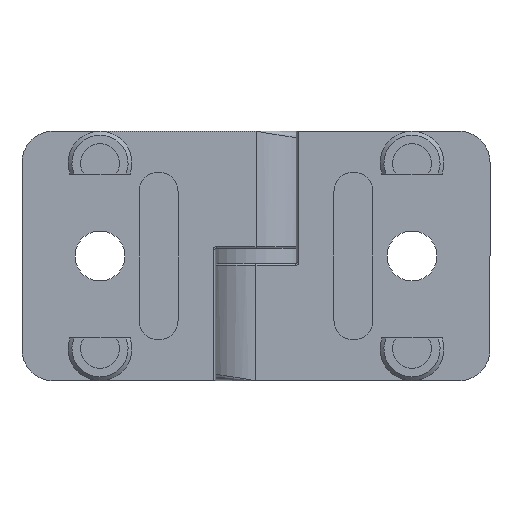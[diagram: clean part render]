
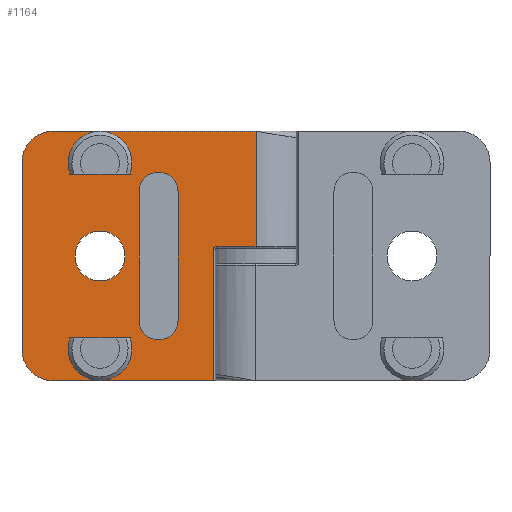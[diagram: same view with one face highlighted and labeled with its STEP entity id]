
A CAD part, front view. The second image highlights one B-rep face of the part: STEP entity #1164.
In plain terms, the highlighted planar face has unit normal (0, -1, 0).
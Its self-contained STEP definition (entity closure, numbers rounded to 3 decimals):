
#45=FACE_BOUND('',#363,.T.);
#46=FACE_BOUND('',#364,.T.);
#52=PLANE('',#1340);
#81=B_SPLINE_CURVE_WITH_KNOTS('',3,(#1968,#1969,#1970,#1971,#1972,#1973,
#1974),.UNSPECIFIED.,.F.,.F.,(4,3,4),(3.142,3.927,
4.712),.UNSPECIFIED.);
#107=LINE('',#1964,#184);
#108=LINE('',#1966,#185);
#109=LINE('',#1975,#186);
#110=LINE('',#1977,#187);
#111=LINE('',#1978,#188);
#112=LINE('',#1979,#189);
#113=LINE('',#1980,#190);
#114=LINE('',#1981,#191);
#115=LINE('',#1983,#192);
#116=LINE('',#1987,#193);
#117=LINE('',#1990,#194);
#118=LINE('',#1991,#195);
#119=LINE('',#1992,#196);
#120=LINE('',#1993,#197);
#121=LINE('',#1998,#198);
#122=LINE('',#2001,#199);
#184=VECTOR('',#1557,1000.);
#185=VECTOR('',#1558,1000.);
#186=VECTOR('',#1559,1000.);
#187=VECTOR('',#1560,1000.);
#188=VECTOR('',#1561,1000.);
#189=VECTOR('',#1562,1000.);
#190=VECTOR('',#1563,1000.);
#191=VECTOR('',#1564,1000.);
#192=VECTOR('',#1565,1000.);
#193=VECTOR('',#1568,1000.);
#194=VECTOR('',#1571,1000.);
#195=VECTOR('',#1572,1000.);
#196=VECTOR('',#1573,1000.);
#197=VECTOR('',#1574,1000.);
#198=VECTOR('',#1577,1000.);
#199=VECTOR('',#1580,1000.);
#292=FACE_OUTER_BOUND('',#362,.T.);
#362=EDGE_LOOP('',(#859,#860,#861,#862,#863,#864,#865,#866,#867,#868,#869,
#870,#871,#872,#873,#874,#875,#876,#877,#878,#879));
#363=EDGE_LOOP('',(#880,#881,#882,#883));
#364=EDGE_LOOP('',(#884,#885));
#436=CIRCLE('',#1311,4.1);
#437=CIRCLE('',#1312,4.1);
#440=CIRCLE('',#1317,4.1);
#441=CIRCLE('',#1318,4.1);
#456=CIRCLE('',#1338,3.2);
#457=CIRCLE('',#1339,3.2);
#458=CIRCLE('',#1341,4.);
#459=CIRCLE('',#1342,4.);
#460=CIRCLE('',#1343,2.5);
#461=CIRCLE('',#1344,2.5);
#514=VERTEX_POINT('',#1858);
#521=VERTEX_POINT('',#1878);
#522=VERTEX_POINT('',#1880);
#523=VERTEX_POINT('',#1882);
#526=VERTEX_POINT('',#1889);
#529=VERTEX_POINT('',#1895);
#530=VERTEX_POINT('',#1899);
#531=VERTEX_POINT('',#1901);
#532=VERTEX_POINT('',#1903);
#535=VERTEX_POINT('',#1910);
#538=VERTEX_POINT('',#1916);
#552=VERTEX_POINT('',#1957);
#553=VERTEX_POINT('',#1959);
#554=VERTEX_POINT('',#1963);
#555=VERTEX_POINT('',#1965);
#556=VERTEX_POINT('',#1967);
#557=VERTEX_POINT('',#1976);
#558=VERTEX_POINT('',#1982);
#559=VERTEX_POINT('',#1984);
#560=VERTEX_POINT('',#1986);
#561=VERTEX_POINT('',#1988);
#562=VERTEX_POINT('',#1994);
#563=VERTEX_POINT('',#1995);
#564=VERTEX_POINT('',#1997);
#565=VERTEX_POINT('',#1999);
#635=EDGE_CURVE('',#521,#522,#436,.T.);
#636=EDGE_CURVE('',#522,#523,#437,.T.);
#645=EDGE_CURVE('',#530,#531,#440,.T.);
#646=EDGE_CURVE('',#532,#531,#441,.T.);
#671=EDGE_CURVE('',#552,#553,#456,.T.);
#672=EDGE_CURVE('',#553,#552,#457,.T.);
#673=EDGE_CURVE('',#554,#522,#107,.T.);
#674=EDGE_CURVE('',#554,#555,#108,.T.);
#675=EDGE_CURVE('',#555,#556,#81,.T.);
#676=EDGE_CURVE('',#556,#514,#109,.T.);
#677=EDGE_CURVE('',#514,#557,#110,.T.);
#678=EDGE_CURVE('',#531,#557,#111,.T.);
#679=EDGE_CURVE('',#538,#530,#112,.T.);
#680=EDGE_CURVE('',#535,#538,#113,.T.);
#681=EDGE_CURVE('',#532,#535,#114,.T.);
#682=EDGE_CURVE('',#558,#531,#115,.T.);
#683=EDGE_CURVE('',#558,#559,#458,.T.);
#684=EDGE_CURVE('',#560,#559,#116,.T.);
#685=EDGE_CURVE('',#560,#561,#459,.T.);
#686=EDGE_CURVE('',#522,#561,#117,.T.);
#687=EDGE_CURVE('',#529,#521,#118,.T.);
#688=EDGE_CURVE('',#526,#529,#119,.T.);
#689=EDGE_CURVE('',#523,#526,#120,.T.);
#690=EDGE_CURVE('',#562,#563,#460,.T.);
#691=EDGE_CURVE('',#564,#562,#121,.T.);
#692=EDGE_CURVE('',#565,#564,#461,.T.);
#693=EDGE_CURVE('',#563,#565,#122,.T.);
#859=ORIENTED_EDGE('',*,*,#673,.F.);
#860=ORIENTED_EDGE('',*,*,#674,.T.);
#861=ORIENTED_EDGE('',*,*,#675,.T.);
#862=ORIENTED_EDGE('',*,*,#676,.T.);
#863=ORIENTED_EDGE('',*,*,#677,.T.);
#864=ORIENTED_EDGE('',*,*,#678,.F.);
#865=ORIENTED_EDGE('',*,*,#645,.F.);
#866=ORIENTED_EDGE('',*,*,#679,.F.);
#867=ORIENTED_EDGE('',*,*,#680,.F.);
#868=ORIENTED_EDGE('',*,*,#681,.F.);
#869=ORIENTED_EDGE('',*,*,#646,.T.);
#870=ORIENTED_EDGE('',*,*,#682,.F.);
#871=ORIENTED_EDGE('',*,*,#683,.T.);
#872=ORIENTED_EDGE('',*,*,#684,.F.);
#873=ORIENTED_EDGE('',*,*,#685,.T.);
#874=ORIENTED_EDGE('',*,*,#686,.F.);
#875=ORIENTED_EDGE('',*,*,#635,.F.);
#876=ORIENTED_EDGE('',*,*,#687,.F.);
#877=ORIENTED_EDGE('',*,*,#688,.F.);
#878=ORIENTED_EDGE('',*,*,#689,.F.);
#879=ORIENTED_EDGE('',*,*,#636,.F.);
#880=ORIENTED_EDGE('',*,*,#690,.F.);
#881=ORIENTED_EDGE('',*,*,#691,.F.);
#882=ORIENTED_EDGE('',*,*,#692,.F.);
#883=ORIENTED_EDGE('',*,*,#693,.F.);
#884=ORIENTED_EDGE('',*,*,#672,.F.);
#885=ORIENTED_EDGE('',*,*,#671,.F.);
#1164=ADVANCED_FACE('',(#292,#45,#46),#52,.T.);
#1311=AXIS2_PLACEMENT_3D('',#1881,#1482,#1483);
#1312=AXIS2_PLACEMENT_3D('',#1883,#1484,#1485);
#1317=AXIS2_PLACEMENT_3D('',#1902,#1500,#1501);
#1318=AXIS2_PLACEMENT_3D('',#1904,#1502,#1503);
#1338=AXIS2_PLACEMENT_3D('',#1960,#1551,#1552);
#1339=AXIS2_PLACEMENT_3D('',#1961,#1553,#1554);
#1340=AXIS2_PLACEMENT_3D('',#1962,#1555,#1556);
#1341=AXIS2_PLACEMENT_3D('',#1985,#1566,#1567);
#1342=AXIS2_PLACEMENT_3D('',#1989,#1569,#1570);
#1343=AXIS2_PLACEMENT_3D('',#1996,#1575,#1576);
#1344=AXIS2_PLACEMENT_3D('',#2000,#1578,#1579);
#1482=DIRECTION('center_axis',(0.,-1.,0.));
#1483=DIRECTION('ref_axis',(-1.,0.,0.));
#1484=DIRECTION('center_axis',(0.,-1.,0.));
#1485=DIRECTION('ref_axis',(-1.,0.,0.));
#1500=DIRECTION('center_axis',(0.,-1.,0.));
#1501=DIRECTION('ref_axis',(1.,0.,0.));
#1502=DIRECTION('center_axis',(0.,1.,0.));
#1503=DIRECTION('ref_axis',(1.,0.,0.));
#1551=DIRECTION('center_axis',(0.,-1.,0.));
#1552=DIRECTION('ref_axis',(1.,0.,0.));
#1553=DIRECTION('center_axis',(0.,-1.,0.));
#1554=DIRECTION('ref_axis',(1.,0.,0.));
#1555=DIRECTION('center_axis',(0.,-1.,0.));
#1556=DIRECTION('ref_axis',(1.,0.,0.));
#1557=DIRECTION('',(-1.,0.,0.));
#1558=DIRECTION('',(0.,0.,1.));
#1559=DIRECTION('',(1.,0.,0.));
#1560=DIRECTION('',(0.,0.,1.));
#1561=DIRECTION('',(1.,0.,0.));
#1562=DIRECTION('',(1.,0.,0.));
#1563=DIRECTION('',(1.,0.,0.));
#1564=DIRECTION('',(1.,0.,0.));
#1565=DIRECTION('',(1.,0.,0.));
#1566=DIRECTION('center_axis',(0.,-1.,0.));
#1567=DIRECTION('ref_axis',(1.,0.,0.));
#1568=DIRECTION('',(0.,0.,1.));
#1569=DIRECTION('center_axis',(0.,-1.,0.));
#1570=DIRECTION('ref_axis',(1.,0.,0.));
#1571=DIRECTION('',(-1.,0.,0.));
#1572=DIRECTION('',(-1.,0.,0.));
#1573=DIRECTION('',(-1.,0.,0.));
#1574=DIRECTION('',(-1.,0.,0.));
#1575=DIRECTION('center_axis',(0.,-1.,0.));
#1576=DIRECTION('ref_axis',(-1.,0.,0.));
#1577=DIRECTION('',(0.,0.,1.));
#1578=DIRECTION('center_axis',(0.,-1.,0.));
#1579=DIRECTION('ref_axis',(1.,0.,0.));
#1580=DIRECTION('',(0.,0.,-1.));
#1858=CARTESIAN_POINT('',(0.,-7.5,0.2));
#1878=CARTESIAN_POINT('',(-23.854,-7.5,-11.5));
#1880=CARTESIAN_POINT('',(-20.,-7.5,-17.));
#1881=CARTESIAN_POINT('Origin',(-20.,-7.5,-12.9));
#1882=CARTESIAN_POINT('',(-16.146,-7.5,-11.5));
#1883=CARTESIAN_POINT('Origin',(-20.,-7.5,-12.9));
#1889=CARTESIAN_POINT('',(-17.929,-7.5,-11.5));
#1895=CARTESIAN_POINT('',(-22.071,-7.5,-11.5));
#1899=CARTESIAN_POINT('',(-16.146,-7.5,9.5));
#1901=CARTESIAN_POINT('',(-20.,-7.5,15.));
#1902=CARTESIAN_POINT('Origin',(-20.,-7.5,10.9));
#1903=CARTESIAN_POINT('',(-23.854,-7.5,9.5));
#1904=CARTESIAN_POINT('Origin',(-20.,-7.5,10.9));
#1910=CARTESIAN_POINT('',(-22.071,-7.5,9.5));
#1916=CARTESIAN_POINT('',(-17.929,-7.5,9.5));
#1957=CARTESIAN_POINT('',(-23.2,-7.5,-1.));
#1959=CARTESIAN_POINT('',(-16.8,-7.5,-1.));
#1960=CARTESIAN_POINT('Origin',(-20.,-7.5,-1.));
#1961=CARTESIAN_POINT('Origin',(-20.,-7.5,-1.));
#1962=CARTESIAN_POINT('Origin',(0.,-7.5,0.));
#1963=CARTESIAN_POINT('',(-5.475,-7.5,-17.));
#1964=CARTESIAN_POINT('',(-30.,-7.5,-17.));
#1965=CARTESIAN_POINT('',(-5.475,-7.5,-0.2));
#1966=CARTESIAN_POINT('',(-5.475,-7.5,-0.2));
#1967=CARTESIAN_POINT('',(-5.073,-7.5,0.2));
#1968=CARTESIAN_POINT('Ctrl Pts',(-5.475,-7.5,-0.2));
#1969=CARTESIAN_POINT('Ctrl Pts',(-5.475,-7.5,-0.095));
#1970=CARTESIAN_POINT('Ctrl Pts',(-5.431,-7.5,0.009));
#1971=CARTESIAN_POINT('Ctrl Pts',(-5.357,-7.5,0.083));
#1972=CARTESIAN_POINT('Ctrl Pts',(-5.283,-7.5,0.157));
#1973=CARTESIAN_POINT('Ctrl Pts',(-5.179,-7.5,0.2));
#1974=CARTESIAN_POINT('Ctrl Pts',(-5.073,-7.5,0.2));
#1975=CARTESIAN_POINT('',(0.,-7.5,0.2));
#1976=CARTESIAN_POINT('',(0.,-7.5,15.));
#1977=CARTESIAN_POINT('',(0.,-7.5,0.));
#1978=CARTESIAN_POINT('',(0.,-7.5,15.));
#1979=CARTESIAN_POINT('',(-17.929,-7.5,9.5));
#1980=CARTESIAN_POINT('',(-22.071,-7.5,9.5));
#1981=CARTESIAN_POINT('',(-23.854,-7.5,9.5));
#1982=CARTESIAN_POINT('',(-26.,-7.5,15.));
#1983=CARTESIAN_POINT('',(0.,-7.5,15.));
#1984=CARTESIAN_POINT('',(-30.,-7.5,11.));
#1985=CARTESIAN_POINT('Origin',(-26.,-7.5,11.));
#1986=CARTESIAN_POINT('',(-30.,-7.5,-13.));
#1987=CARTESIAN_POINT('',(-30.,-7.5,0.));
#1988=CARTESIAN_POINT('',(-26.,-7.5,-17.));
#1989=CARTESIAN_POINT('Origin',(-26.,-7.5,-13.));
#1990=CARTESIAN_POINT('',(-30.,-7.5,-17.));
#1991=CARTESIAN_POINT('',(-23.854,-7.5,-11.5));
#1992=CARTESIAN_POINT('',(-22.071,-7.5,-11.5));
#1993=CARTESIAN_POINT('',(-17.929,-7.5,-11.5));
#1994=CARTESIAN_POINT('',(-9.992,-7.5,7.25));
#1995=CARTESIAN_POINT('',(-14.992,-7.5,7.25));
#1996=CARTESIAN_POINT('Origin',(-12.492,-7.5,7.25));
#1997=CARTESIAN_POINT('',(-9.992,-7.5,-9.25));
#1998=CARTESIAN_POINT('',(-9.992,-7.5,7.25));
#1999=CARTESIAN_POINT('',(-14.992,-7.5,-9.25));
#2000=CARTESIAN_POINT('Origin',(-12.492,-7.5,-9.25));
#2001=CARTESIAN_POINT('',(-14.992,-7.5,7.25));
